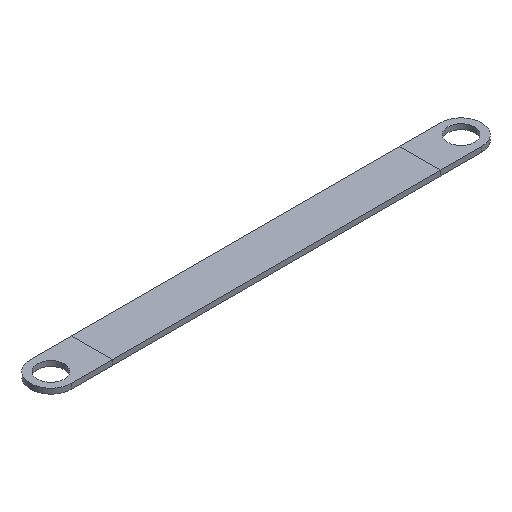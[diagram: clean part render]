
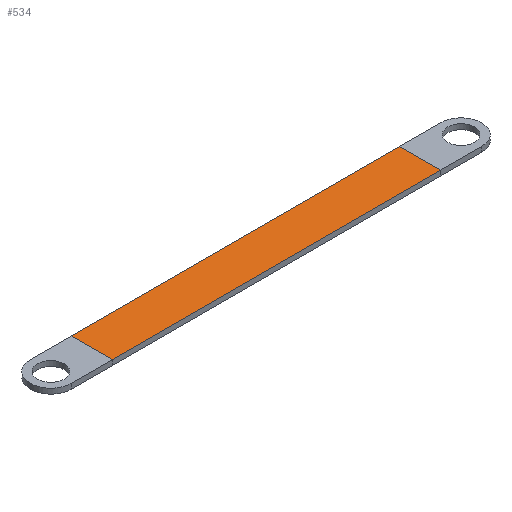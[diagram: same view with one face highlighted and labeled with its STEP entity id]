
A CAD part, isometric view. The second image highlights one B-rep face of the part: STEP entity #534.
In plain terms, the highlighted planar face has unit normal (0, 0, 1).
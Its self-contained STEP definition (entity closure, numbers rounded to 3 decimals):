
#41=PLANE('',#576);
#69=FACE_OUTER_BOUND('',#103,.T.);
#103=EDGE_LOOP('',(#468,#469,#470,#471,#472,#473,#474,#475));
#126=LINE('',#785,#182);
#137=LINE('',#809,#193);
#146=LINE('',#829,#202);
#147=LINE('',#832,#203);
#152=LINE('',#841,#208);
#153=LINE('',#844,#209);
#157=LINE('',#850,#213);
#159=LINE('',#853,#215);
#182=VECTOR('',#641,9.998);
#193=VECTOR('',#666,9.998);
#202=VECTOR('',#687,0.001);
#203=VECTOR('',#690,0.001);
#208=VECTOR('',#697,0.001);
#209=VECTOR('',#700,0.001);
#213=VECTOR('',#706,80.);
#215=VECTOR('',#710,80.);
#250=VERTEX_POINT('',#775);
#253=VERTEX_POINT('',#783);
#254=VERTEX_POINT('',#784);
#260=VERTEX_POINT('',#808);
#265=VERTEX_POINT('',#827);
#266=VERTEX_POINT('',#831);
#269=VERTEX_POINT('',#839);
#270=VERTEX_POINT('',#843);
#304=EDGE_CURVE('',#253,#254,#126,.T.);
#316=EDGE_CURVE('',#250,#260,#137,.T.);
#326=EDGE_CURVE('',#254,#265,#146,.T.);
#327=EDGE_CURVE('',#266,#253,#147,.T.);
#332=EDGE_CURVE('',#260,#269,#152,.T.);
#333=EDGE_CURVE('',#270,#250,#153,.T.);
#337=EDGE_CURVE('',#269,#266,#157,.T.);
#339=EDGE_CURVE('',#265,#270,#159,.T.);
#468=ORIENTED_EDGE('',*,*,#339,.T.);
#469=ORIENTED_EDGE('',*,*,#333,.T.);
#470=ORIENTED_EDGE('',*,*,#316,.T.);
#471=ORIENTED_EDGE('',*,*,#332,.T.);
#472=ORIENTED_EDGE('',*,*,#337,.T.);
#473=ORIENTED_EDGE('',*,*,#327,.T.);
#474=ORIENTED_EDGE('',*,*,#304,.T.);
#475=ORIENTED_EDGE('',*,*,#326,.T.);
#534=ADVANCED_FACE('',(#69),#41,.T.);
#576=AXIS2_PLACEMENT_3D('',#855,#713,#714);
#641=DIRECTION('',(0.,1.,0.));
#666=DIRECTION('',(0.,-1.,0.));
#687=DIRECTION('',(0.,1.,0.));
#690=DIRECTION('',(0.,1.,0.));
#697=DIRECTION('',(0.,-1.,0.));
#700=DIRECTION('',(0.,-1.,0.));
#706=DIRECTION('',(1.,0.,0.));
#710=DIRECTION('',(-1.,0.,0.));
#713=DIRECTION('center_axis',(0.,0.,1.));
#714=DIRECTION('ref_axis',(1.,0.,0.));
#775=CARTESIAN_POINT('',(-40.,4.999,1.25));
#783=CARTESIAN_POINT('',(40.,-4.999,1.25));
#784=CARTESIAN_POINT('',(40.,4.999,1.25));
#785=CARTESIAN_POINT('',(40.,5.,1.25));
#808=CARTESIAN_POINT('',(-40.,-4.999,1.25));
#809=CARTESIAN_POINT('',(-40.,-5.,1.25));
#827=CARTESIAN_POINT('',(40.,5.,1.25));
#829=CARTESIAN_POINT('',(40.,5.,1.25));
#831=CARTESIAN_POINT('',(40.,-5.,1.25));
#832=CARTESIAN_POINT('',(40.,5.,1.25));
#839=CARTESIAN_POINT('',(-40.,-5.,1.25));
#841=CARTESIAN_POINT('',(-40.,-5.,1.25));
#843=CARTESIAN_POINT('',(-40.,5.,1.25));
#844=CARTESIAN_POINT('',(-40.,-5.,1.25));
#850=CARTESIAN_POINT('',(40.,-5.,1.25));
#853=CARTESIAN_POINT('',(-40.,5.,1.25));
#855=CARTESIAN_POINT('Origin',(0.,0.,1.25));
